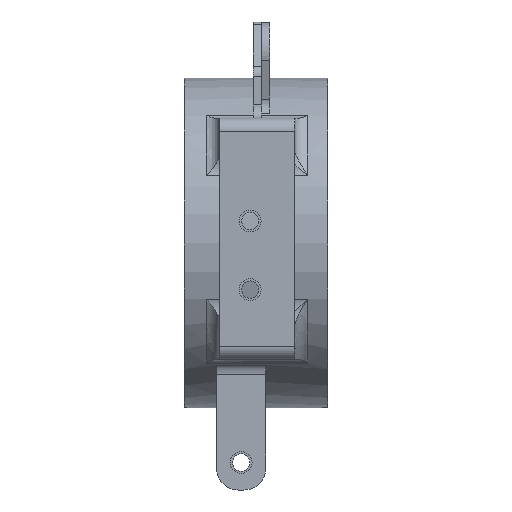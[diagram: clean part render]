
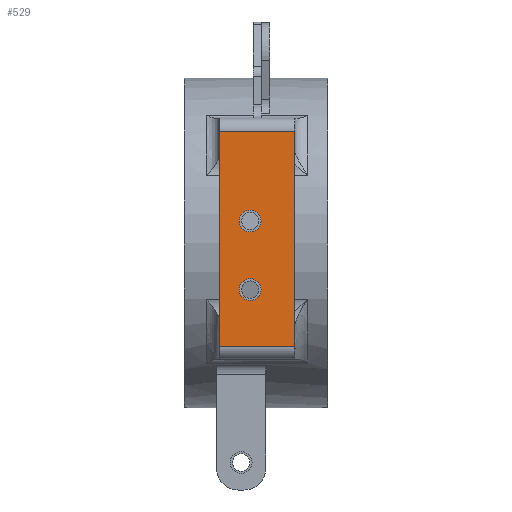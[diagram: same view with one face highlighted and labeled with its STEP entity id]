
A CAD part, front view. The second image highlights one B-rep face of the part: STEP entity #529.
In plain terms, the highlighted planar face has unit normal (0, -1, 0).
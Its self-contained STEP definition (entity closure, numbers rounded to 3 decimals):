
#160 = ORIENTED_EDGE ( 'NONE', *, *, #3853, .T. ) ;
#171 = EDGE_CURVE ( 'NONE', #3584, #296, #5141, .T. ) ;
#216 = EDGE_LOOP ( 'NONE', ( #980, #2289, #4443, #160 ) ) ;
#255 = DIRECTION ( 'NONE',  ( 0., 0., -1. ) ) ;
#265 = CIRCLE ( 'NONE', #1169, 3.969 ) ;
#296 = VERTEX_POINT ( 'NONE', #3225 ) ;
#529 = ADVANCED_FACE ( 'NONE', ( #1646, #2836, #3362 ), #5080, .T. ) ;
#600 = VECTOR ( 'NONE', #969, 1000. ) ;
#664 = CIRCLE ( 'NONE', #1644, 3.969 ) ;
#883 = DIRECTION ( 'NONE',  ( 0., -1., 0. ) ) ;
#896 = CIRCLE ( 'NONE', #5208, 3.969 ) ;
#921 = ORIENTED_EDGE ( 'NONE', *, *, #1950, .F. ) ;
#969 = DIRECTION ( 'NONE',  ( 0., 0., 1. ) ) ;
#980 = ORIENTED_EDGE ( 'NONE', *, *, #1299, .T. ) ;
#1169 = AXIS2_PLACEMENT_3D ( 'NONE', #4361, #2247, #1711 ) ;
#1204 = VERTEX_POINT ( 'NONE', #5046 ) ;
#1273 = EDGE_CURVE ( 'NONE', #4671, #3584, #3524, .T. ) ;
#1299 = EDGE_CURVE ( 'NONE', #1444, #4671, #3946, .T. ) ;
#1309 = DIRECTION ( 'NONE',  ( 0., 0., -1. ) ) ;
#1318 = CARTESIAN_POINT ( 'NONE',  ( -589.175, 101.2, -807.675 ) ) ;
#1342 = VERTEX_POINT ( 'NONE', #2256 ) ;
#1406 = VECTOR ( 'NONE', #3031, 1000. ) ;
#1444 = VERTEX_POINT ( 'NONE', #2535 ) ;
#1462 = VECTOR ( 'NONE', #3971, 1000. ) ;
#1470 = DIRECTION ( 'NONE',  ( 0., -1., 0. ) ) ;
#1586 = AXIS2_PLACEMENT_3D ( 'NONE', #4567, #4592, #2449 ) ;
#1641 = VERTEX_POINT ( 'NONE', #1972 ) ;
#1644 = AXIS2_PLACEMENT_3D ( 'NONE', #5133, #883, #1309 ) ;
#1646 = FACE_BOUND ( 'NONE', #2782, .T. ) ;
#1711 = DIRECTION ( 'NONE',  ( 0., 0., -1. ) ) ;
#1937 = AXIS2_PLACEMENT_3D ( 'NONE', #5394, #3254, #4970 ) ;
#1950 = EDGE_CURVE ( 'NONE', #2856, #1204, #896, .T. ) ;
#1972 = CARTESIAN_POINT ( 'NONE',  ( -578., 101.2, -753.206 ) ) ;
#2009 = VECTOR ( 'NONE', #2204, 1000. ) ;
#2062 = EDGE_LOOP ( 'NONE', ( #921, #2465 ) ) ;
#2162 = EDGE_CURVE ( 'NONE', #1342, #1641, #265, .T. ) ;
#2204 = DIRECTION ( 'NONE',  ( 1., 0., 0. ) ) ;
#2247 = DIRECTION ( 'NONE',  ( 0., -1., 0. ) ) ;
#2256 = CARTESIAN_POINT ( 'NONE',  ( -578., 101.2, -761.144 ) ) ;
#2289 = ORIENTED_EDGE ( 'NONE', *, *, #1273, .T. ) ;
#2449 = DIRECTION ( 'NONE',  ( 0., 0., -1. ) ) ;
#2465 = ORIENTED_EDGE ( 'NONE', *, *, #3807, .F. ) ;
#2535 = CARTESIAN_POINT ( 'NONE',  ( -561.825, 101.2, -802.912 ) ) ;
#2674 = ORIENTED_EDGE ( 'NONE', *, *, #4593, .F. ) ;
#2737 = CARTESIAN_POINT ( 'NONE',  ( -578., 101.2, -782.175 ) ) ;
#2782 = EDGE_LOOP ( 'NONE', ( #5525, #2674 ) ) ;
#2836 = FACE_BOUND ( 'NONE', #2062, .T. ) ;
#2856 = VERTEX_POINT ( 'NONE', #5186 ) ;
#2990 = CARTESIAN_POINT ( 'NONE',  ( -561.825, 101.2, -807.675 ) ) ;
#3031 = DIRECTION ( 'NONE',  ( 0., 0., -1. ) ) ;
#3225 = CARTESIAN_POINT ( 'NONE',  ( -589.175, 101.2, -802.912 ) ) ;
#3254 = DIRECTION ( 'NONE',  ( 0., -1., 0. ) ) ;
#3362 = FACE_OUTER_BOUND ( 'NONE', #216, .T. ) ;
#3517 = CARTESIAN_POINT ( 'NONE',  ( -561.825, 101.2, -724.438 ) ) ;
#3524 = LINE ( 'NONE', #4735, #1462 ) ;
#3584 = VERTEX_POINT ( 'NONE', #4968 ) ;
#3807 = EDGE_CURVE ( 'NONE', #1204, #2856, #664, .T. ) ;
#3853 = EDGE_CURVE ( 'NONE', #296, #1444, #5076, .T. ) ;
#3946 = LINE ( 'NONE', #2990, #600 ) ;
#3971 = DIRECTION ( 'NONE',  ( -1., 0., 0. ) ) ;
#4100 = CIRCLE ( 'NONE', #1586, 3.969 ) ;
#4361 = CARTESIAN_POINT ( 'NONE',  ( -578., 101.2, -757.175 ) ) ;
#4443 = ORIENTED_EDGE ( 'NONE', *, *, #171, .T. ) ;
#4567 = CARTESIAN_POINT ( 'NONE',  ( -578., 101.2, -757.175 ) ) ;
#4592 = DIRECTION ( 'NONE',  ( 0., -1., 0. ) ) ;
#4593 = EDGE_CURVE ( 'NONE', #1641, #1342, #4100, .T. ) ;
#4671 = VERTEX_POINT ( 'NONE', #3517 ) ;
#4735 = CARTESIAN_POINT ( 'NONE',  ( -589.175, 101.2, -724.438 ) ) ;
#4968 = CARTESIAN_POINT ( 'NONE',  ( -589.175, 101.2, -724.438 ) ) ;
#4970 = DIRECTION ( 'NONE',  ( 0., 0., -1. ) ) ;
#5046 = CARTESIAN_POINT ( 'NONE',  ( -578., 101.2, -778.206 ) ) ;
#5076 = LINE ( 'NONE', #5107, #2009 ) ;
#5080 = PLANE ( 'NONE',  #1937 ) ;
#5107 = CARTESIAN_POINT ( 'NONE',  ( -561.825, 101.2, -802.912 ) ) ;
#5133 = CARTESIAN_POINT ( 'NONE',  ( -578., 101.2, -782.175 ) ) ;
#5141 = LINE ( 'NONE', #1318, #1406 ) ;
#5186 = CARTESIAN_POINT ( 'NONE',  ( -578., 101.2, -786.144 ) ) ;
#5208 = AXIS2_PLACEMENT_3D ( 'NONE', #2737, #1470, #255 ) ;
#5394 = CARTESIAN_POINT ( 'NONE',  ( 0., 101.2, 0. ) ) ;
#5525 = ORIENTED_EDGE ( 'NONE', *, *, #2162, .F. ) ;
